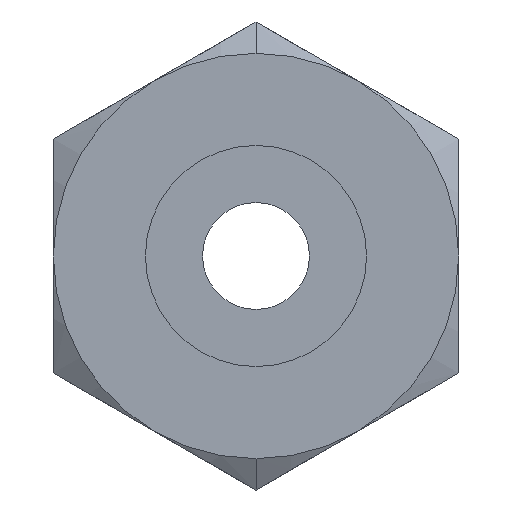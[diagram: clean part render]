
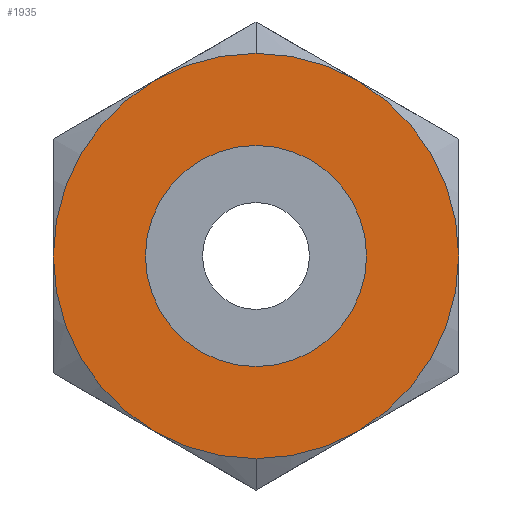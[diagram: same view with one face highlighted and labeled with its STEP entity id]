
A CAD part, left-side view. The second image highlights one B-rep face of the part: STEP entity #1935.
In plain terms, the highlighted planar face has unit normal (-1, 0, 0).
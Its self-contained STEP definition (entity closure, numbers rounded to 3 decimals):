
#253 = DIRECTION ( 'NONE',  ( 1., 0., 0. ) ) ;
#353 = CARTESIAN_POINT ( 'NONE',  ( 0., 0., 11. ) ) ;
#434 = DIRECTION ( 'NONE',  ( 0., 0., 1. ) ) ;
#458 = ORIENTED_EDGE ( 'NONE', *, *, #2441, .T. ) ;
#974 = AXIS2_PLACEMENT_3D ( 'NONE', #5478, #3919, #2138 ) ;
#1011 = FACE_OUTER_BOUND ( 'NONE', #6079, .T. ) ;
#1026 = CIRCLE ( 'NONE', #5355, 6. ) ;
#1294 = ORIENTED_EDGE ( 'NONE', *, *, #6217, .F. ) ;
#1414 = DIRECTION ( 'NONE',  ( 0., 0., -1. ) ) ;
#1671 = EDGE_CURVE ( 'NONE', #6437, #3429, #2892, .T. ) ;
#1797 = AXIS2_PLACEMENT_3D ( 'NONE', #2798, #6352, #434 ) ;
#1935 = ADVANCED_FACE ( 'NONE', ( #3334, #1011 ), #4481, .T. ) ;
#2138 = DIRECTION ( 'NONE',  ( 0., 0., 1. ) ) ;
#2441 = EDGE_CURVE ( 'NONE', #5229, #2459, #1026, .T. ) ;
#2459 = VERTEX_POINT ( 'NONE', #6604 ) ;
#2650 = CARTESIAN_POINT ( 'NONE',  ( 0., 0., 0. ) ) ;
#2798 = CARTESIAN_POINT ( 'NONE',  ( 0., 0., 5.5 ) ) ;
#2892 = CIRCLE ( 'NONE', #7215, 11. ) ;
#2984 = ORIENTED_EDGE ( 'NONE', *, *, #1671, .F. ) ;
#3177 = DIRECTION ( 'NONE',  ( 1., 0., 0. ) ) ;
#3334 = FACE_BOUND ( 'NONE', #6939, .T. ) ;
#3429 = VERTEX_POINT ( 'NONE', #353 ) ;
#3919 = DIRECTION ( 'NONE',  ( 1., 0., 0. ) ) ;
#3987 = CARTESIAN_POINT ( 'NONE',  ( 0., 0., -11. ) ) ;
#4207 = EDGE_CURVE ( 'NONE', #2459, #5229, #4925, .T. ) ;
#4349 = CARTESIAN_POINT ( 'NONE',  ( 0., 0., -6. ) ) ;
#4481 = PLANE ( 'NONE',  #1797 ) ;
#4925 = CIRCLE ( 'NONE', #974, 6. ) ;
#5031 = CARTESIAN_POINT ( 'NONE',  ( 0., 0., 0. ) ) ;
#5229 = VERTEX_POINT ( 'NONE', #4349 ) ;
#5276 = AXIS2_PLACEMENT_3D ( 'NONE', #5031, #3177, #7353 ) ;
#5355 = AXIS2_PLACEMENT_3D ( 'NONE', #6023, #7260, #1414 ) ;
#5478 = CARTESIAN_POINT ( 'NONE',  ( 0., 0., 0. ) ) ;
#5729 = ORIENTED_EDGE ( 'NONE', *, *, #4207, .T. ) ;
#6023 = CARTESIAN_POINT ( 'NONE',  ( 0., 0., 0. ) ) ;
#6079 = EDGE_LOOP ( 'NONE', ( #1294, #2984 ) ) ;
#6217 = EDGE_CURVE ( 'NONE', #3429, #6437, #7253, .T. ) ;
#6352 = DIRECTION ( 'NONE',  ( -1., 0., 0. ) ) ;
#6437 = VERTEX_POINT ( 'NONE', #3987 ) ;
#6604 = CARTESIAN_POINT ( 'NONE',  ( 0., 0., 6. ) ) ;
#6832 = DIRECTION ( 'NONE',  ( 0., 0., -1. ) ) ;
#6939 = EDGE_LOOP ( 'NONE', ( #458, #5729 ) ) ;
#7215 = AXIS2_PLACEMENT_3D ( 'NONE', #2650, #253, #6832 ) ;
#7253 = CIRCLE ( 'NONE', #5276, 11. ) ;
#7260 = DIRECTION ( 'NONE',  ( 1., 0., 0. ) ) ;
#7353 = DIRECTION ( 'NONE',  ( 0., 0., 1. ) ) ;
